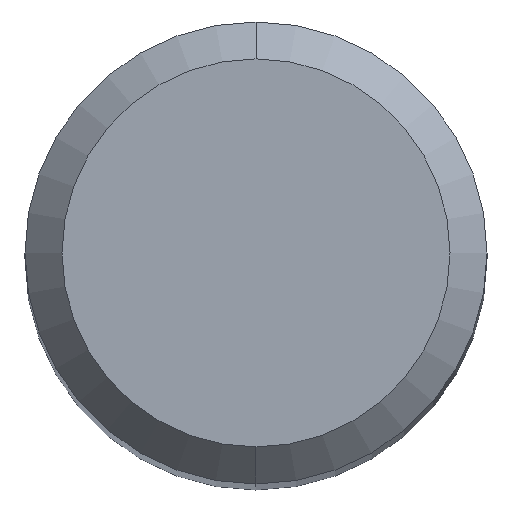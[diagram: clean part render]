
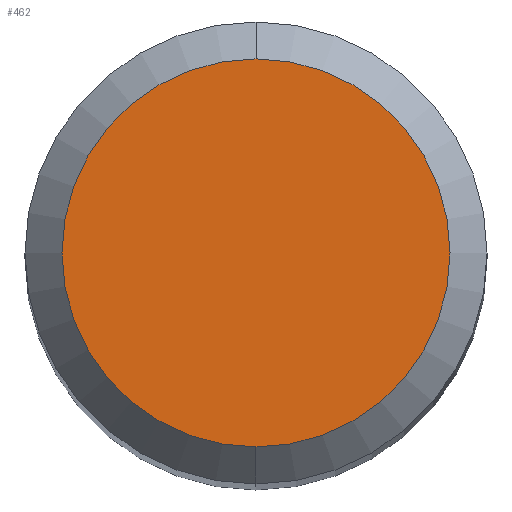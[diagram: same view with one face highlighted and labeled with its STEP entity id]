
A CAD part, top view. The second image highlights one B-rep face of the part: STEP entity #462.
In plain terms, the highlighted planar face has unit normal (0, 0, 1).
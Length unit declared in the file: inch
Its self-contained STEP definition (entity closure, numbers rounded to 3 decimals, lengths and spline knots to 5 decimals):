
#12 = DIRECTION ( 'NONE',  ( 0., -1., 0. ) ) ;
#19 = DIRECTION ( 'NONE',  ( 0., 0., -1. ) ) ;
#25 = DIRECTION ( 'NONE',  ( 0., 0., 1. ) ) ;
#82 = CARTESIAN_POINT ( 'NONE',  ( 0., 0., 0. ) ) ;
#106 = FACE_OUTER_BOUND ( 'NONE', #492, .T. ) ;
#115 = AXIS2_PLACEMENT_3D ( 'NONE', #288, #25, #183 ) ;
#121 = CIRCLE ( 'NONE', #352, 0.07875 ) ;
#122 = ORIENTED_EDGE ( 'NONE', *, *, #386, .T. ) ;
#183 = DIRECTION ( 'NONE',  ( 0., -1., 0. ) ) ;
#214 = CARTESIAN_POINT ( 'NONE',  ( 0., 0.07875, 0. ) ) ;
#287 = AXIS2_PLACEMENT_3D ( 'NONE', #423, #19, #289 ) ;
#288 = CARTESIAN_POINT ( 'NONE',  ( 0., 0., 0. ) ) ;
#289 = DIRECTION ( 'NONE',  ( 0., 1., 0. ) ) ;
#296 = CARTESIAN_POINT ( 'NONE',  ( 0., -0.07875, 0. ) ) ;
#320 = CIRCLE ( 'NONE', #115, 0.07875 ) ;
#347 = ORIENTED_EDGE ( 'NONE', *, *, #350, .T. ) ;
#350 = EDGE_CURVE ( 'NONE', #391, #403, #121, .T. ) ;
#352 = AXIS2_PLACEMENT_3D ( 'NONE', #82, #368, #12 ) ;
#368 = DIRECTION ( 'NONE',  ( 0., 0., 1. ) ) ;
#386 = EDGE_CURVE ( 'NONE', #403, #391, #320, .T. ) ;
#391 = VERTEX_POINT ( 'NONE', #296 ) ;
#403 = VERTEX_POINT ( 'NONE', #214 ) ;
#423 = CARTESIAN_POINT ( 'NONE',  ( 0., 0.07875, 0. ) ) ;
#461 = PLANE ( 'NONE',  #287 ) ;
#462 = ADVANCED_FACE ( 'NONE', ( #106 ), #461, .F. ) ;
#492 = EDGE_LOOP ( 'NONE', ( #122, #347 ) ) ;
